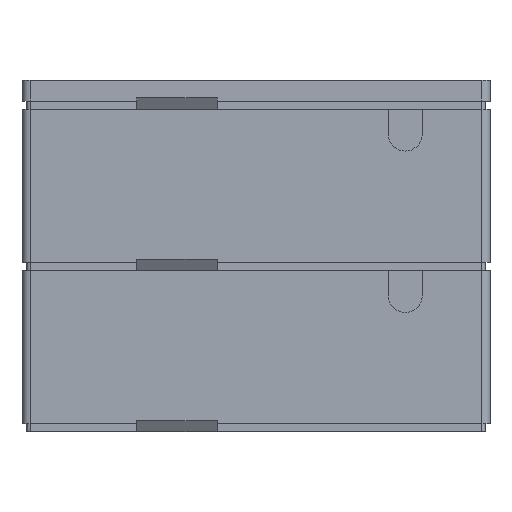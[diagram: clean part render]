
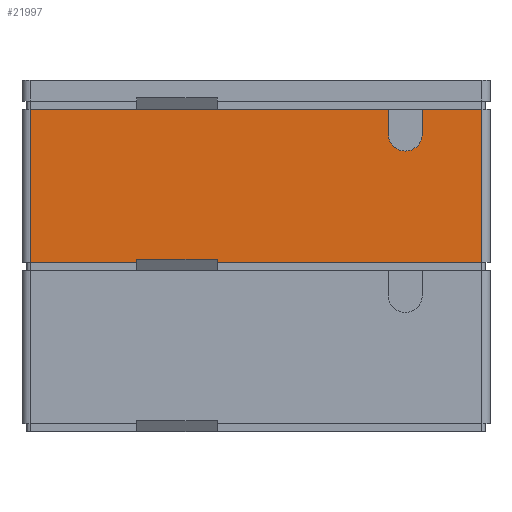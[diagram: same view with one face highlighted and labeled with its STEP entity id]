
A CAD part, left-side view. The second image highlights one B-rep face of the part: STEP entity #21997.
In plain terms, the highlighted planar face has unit normal (-1, 0, 0).
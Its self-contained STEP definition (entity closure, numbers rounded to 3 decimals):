
#606 = ORIENTED_EDGE ( 'NONE', *, *, #11701, .T. ) ;
#744 = EDGE_CURVE ( 'NONE', #15443, #14179, #9460, .T. ) ;
#1049 = CARTESIAN_POINT ( 'NONE',  ( -12.5, 6.5, -16.55 ) ) ;
#1091 = CARTESIAN_POINT ( 'NONE',  ( -12.5, 30.8, -15. ) ) ;
#1179 = VERTEX_POINT ( 'NONE', #19825 ) ;
#1342 = DIRECTION ( 'NONE',  ( 0., -1., 0. ) ) ;
#1384 = DIRECTION ( 'NONE',  ( -1., 0., 0. ) ) ;
#1529 = ORIENTED_EDGE ( 'NONE', *, *, #7163, .T. ) ;
#1567 = CARTESIAN_POINT ( 'NONE',  ( -12.5, 8.6, -16.55 ) ) ;
#1590 = CARTESIAN_POINT ( 'NONE',  ( -12.5, 30.8, -24.5 ) ) ;
#1953 = LINE ( 'NONE', #14979, #15287 ) ;
#1995 = DIRECTION ( 'NONE',  ( 0., 0., 1. ) ) ;
#2091 = CARTESIAN_POINT ( 'NONE',  ( -12.5, 30.8, -15. ) ) ;
#2105 = CARTESIAN_POINT ( 'NONE',  ( -12.5, 19.2, -24.3 ) ) ;
#2115 = ORIENTED_EDGE ( 'NONE', *, *, #744, .T. ) ;
#2777 = CIRCLE ( 'NONE', #10542, 1.05 ) ;
#2823 = ORIENTED_EDGE ( 'NONE', *, *, #13607, .F. ) ;
#3418 = DIRECTION ( 'NONE',  ( 0., 0., -1. ) ) ;
#3450 = EDGE_CURVE ( 'NONE', #21456, #19687, #2777, .T. ) ;
#3467 = CARTESIAN_POINT ( 'NONE',  ( -12.5, 6.5, -15. ) ) ;
#3695 = EDGE_CURVE ( 'NONE', #17861, #11744, #3912, .T. ) ;
#3851 = CARTESIAN_POINT ( 'NONE',  ( -12.5, 7.55, -16.55 ) ) ;
#3912 = LINE ( 'NONE', #2091, #9761 ) ;
#4723 = CARTESIAN_POINT ( 'NONE',  ( -12.5, 8.6, -15. ) ) ;
#5532 = CARTESIAN_POINT ( 'NONE',  ( -12.5, 19.2, -24.5 ) ) ;
#5704 = EDGE_CURVE ( 'NONE', #7617, #11807, #20097, .T. ) ;
#5779 = CARTESIAN_POINT ( 'NONE',  ( -12.5, 2.8, -24.5 ) ) ;
#6191 = LINE ( 'NONE', #17388, #13123 ) ;
#6740 = CARTESIAN_POINT ( 'NONE',  ( -12.5, 24.2, -24.3 ) ) ;
#6958 = PLANE ( 'NONE',  #16670 ) ;
#7163 = EDGE_CURVE ( 'NONE', #10466, #16348, #10999, .T. ) ;
#7463 = LINE ( 'NONE', #14911, #13771 ) ;
#7541 = DIRECTION ( 'NONE',  ( 0., 1., 0. ) ) ;
#7617 = VERTEX_POINT ( 'NONE', #18572 ) ;
#7677 = VERTEX_POINT ( 'NONE', #18930 ) ;
#7879 = EDGE_CURVE ( 'NONE', #7677, #19687, #21342, .T. ) ;
#7881 = CARTESIAN_POINT ( 'NONE',  ( -12.5, 24.2, -24.3 ) ) ;
#8993 = ORIENTED_EDGE ( 'NONE', *, *, #5704, .F. ) ;
#9456 = VECTOR ( 'NONE', #12724, 1000. ) ;
#9460 = LINE ( 'NONE', #7881, #10371 ) ;
#9667 = VECTOR ( 'NONE', #3418, 1000. ) ;
#9761 = VECTOR ( 'NONE', #14638, 1000. ) ;
#10371 = VECTOR ( 'NONE', #14840, 1000. ) ;
#10466 = VERTEX_POINT ( 'NONE', #16477 ) ;
#10542 = AXIS2_PLACEMENT_3D ( 'NONE', #3851, #22669, #22789 ) ;
#10880 = DIRECTION ( 'NONE',  ( 0., -1., 0. ) ) ;
#10999 = LINE ( 'NONE', #5532, #9456 ) ;
#11272 = VECTOR ( 'NONE', #19756, 1000. ) ;
#11548 = ORIENTED_EDGE ( 'NONE', *, *, #19482, .F. ) ;
#11701 = EDGE_CURVE ( 'NONE', #7617, #21456, #14732, .T. ) ;
#11744 = VERTEX_POINT ( 'NONE', #1590 ) ;
#11807 = VERTEX_POINT ( 'NONE', #16671 ) ;
#12138 = ORIENTED_EDGE ( 'NONE', *, *, #3450, .T. ) ;
#12312 = EDGE_CURVE ( 'NONE', #14179, #10466, #12380, .T. ) ;
#12335 = EDGE_LOOP ( 'NONE', ( #8993, #606, #12138, #14736, #17771, #17261, #11548, #2823, #2115, #17077, #1529, #22878 ) ) ;
#12380 = LINE ( 'NONE', #14570, #11272 ) ;
#12724 = DIRECTION ( 'NONE',  ( 0., -1., 0. ) ) ;
#12812 = CARTESIAN_POINT ( 'NONE',  ( -12.5, 30.8, -15. ) ) ;
#13123 = VECTOR ( 'NONE', #19194, 1000. ) ;
#13607 = EDGE_CURVE ( 'NONE', #15443, #1179, #6191, .T. ) ;
#13771 = VECTOR ( 'NONE', #1995, 1000. ) ;
#13833 = EDGE_CURVE ( 'NONE', #17861, #7677, #21242, .T. ) ;
#14179 = VERTEX_POINT ( 'NONE', #2105 ) ;
#14570 = CARTESIAN_POINT ( 'NONE',  ( -12.5, 19.2, -24.3 ) ) ;
#14638 = DIRECTION ( 'NONE',  ( 0., 0., -1. ) ) ;
#14640 = DIRECTION ( 'NONE',  ( 0., -1., 0. ) ) ;
#14732 = LINE ( 'NONE', #19814, #9667 ) ;
#14736 = ORIENTED_EDGE ( 'NONE', *, *, #7879, .F. ) ;
#14840 = DIRECTION ( 'NONE',  ( 0., -1., 0. ) ) ;
#14911 = CARTESIAN_POINT ( 'NONE',  ( -12.5, 2.8, -24.5 ) ) ;
#14979 = CARTESIAN_POINT ( 'NONE',  ( -12.5, 24.2, -24.5 ) ) ;
#15287 = VECTOR ( 'NONE', #7541, 1000. ) ;
#15443 = VERTEX_POINT ( 'NONE', #6740 ) ;
#15913 = DIRECTION ( 'NONE',  ( 0., 0., -1. ) ) ;
#16348 = VERTEX_POINT ( 'NONE', #5779 ) ;
#16477 = CARTESIAN_POINT ( 'NONE',  ( -12.5, 19.2, -24.5 ) ) ;
#16670 = AXIS2_PLACEMENT_3D ( 'NONE', #12812, #1384, #14640 ) ;
#16671 = CARTESIAN_POINT ( 'NONE',  ( -12.5, 2.8, -15. ) ) ;
#17077 = ORIENTED_EDGE ( 'NONE', *, *, #12312, .T. ) ;
#17261 = ORIENTED_EDGE ( 'NONE', *, *, #3695, .T. ) ;
#17388 = CARTESIAN_POINT ( 'NONE',  ( -12.5, 24.2, -24.3 ) ) ;
#17544 = VECTOR ( 'NONE', #10880, 1000. ) ;
#17665 = VECTOR ( 'NONE', #15913, 1000. ) ;
#17771 = ORIENTED_EDGE ( 'NONE', *, *, #13833, .F. ) ;
#17861 = VERTEX_POINT ( 'NONE', #19730 ) ;
#18040 = FACE_OUTER_BOUND ( 'NONE', #12335, .T. ) ;
#18572 = CARTESIAN_POINT ( 'NONE',  ( -12.5, 6.5, -15. ) ) ;
#18930 = CARTESIAN_POINT ( 'NONE',  ( -12.5, 8.6, -15. ) ) ;
#19194 = DIRECTION ( 'NONE',  ( 0., 0., -1. ) ) ;
#19339 = VECTOR ( 'NONE', #1342, 1000. ) ;
#19482 = EDGE_CURVE ( 'NONE', #1179, #11744, #1953, .T. ) ;
#19687 = VERTEX_POINT ( 'NONE', #1567 ) ;
#19730 = CARTESIAN_POINT ( 'NONE',  ( -12.5, 30.8, -15. ) ) ;
#19756 = DIRECTION ( 'NONE',  ( 0., 0., -1. ) ) ;
#19814 = CARTESIAN_POINT ( 'NONE',  ( -12.5, 6.5, -15. ) ) ;
#19825 = CARTESIAN_POINT ( 'NONE',  ( -12.5, 24.2, -24.5 ) ) ;
#20097 = LINE ( 'NONE', #3467, #17544 ) ;
#20507 = EDGE_CURVE ( 'NONE', #16348, #11807, #7463, .T. ) ;
#21242 = LINE ( 'NONE', #1091, #19339 ) ;
#21342 = LINE ( 'NONE', #4723, #17665 ) ;
#21456 = VERTEX_POINT ( 'NONE', #1049 ) ;
#21997 = ADVANCED_FACE ( 'NONE', ( #18040 ), #6958, .T. ) ;
#22669 = DIRECTION ( 'NONE',  ( 1., 0., 0. ) ) ;
#22789 = DIRECTION ( 'NONE',  ( 0., -1., 0. ) ) ;
#22878 = ORIENTED_EDGE ( 'NONE', *, *, #20507, .T. ) ;
